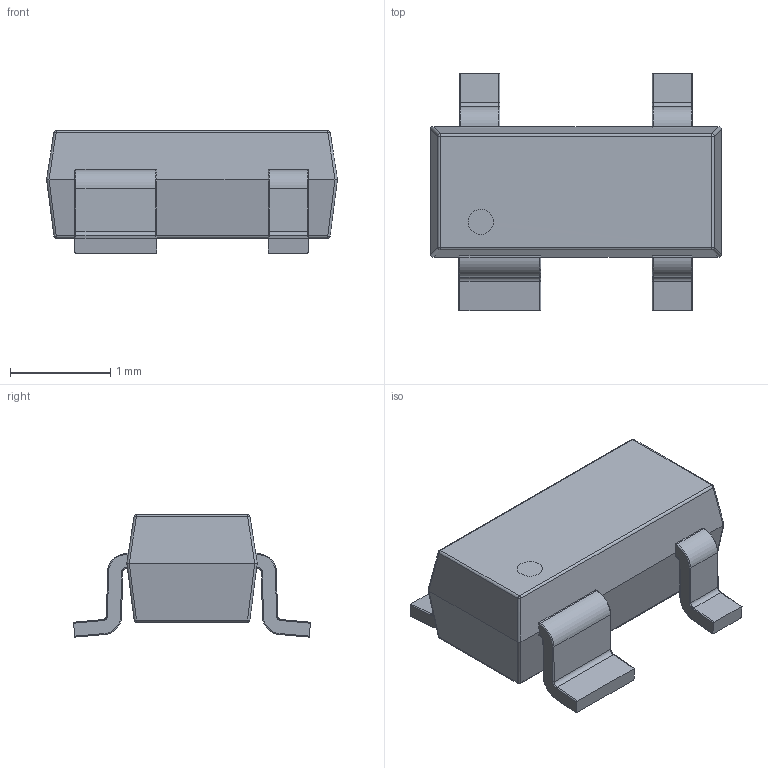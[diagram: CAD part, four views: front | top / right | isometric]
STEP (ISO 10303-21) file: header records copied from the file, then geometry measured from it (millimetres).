
FILE_DESCRIPTION(('FreeCAD Model'),'2;1');
FILE_NAME('SOT143_Clint.step', '2017-03-03T21:32:03',('Author'),(''), 'Open CASCADE STEP processor 6.8','FreeCAD','Unknown');
FILE_SCHEMA(('AUTOMOTIVE_DESIGN_CC2 { 1 2 10303 214 -1 1 5 4 }'));
Length unit declared in the file: millimetre
Products named in the file (2): ASSEMBLY; SOT143_Clint
Assembly tree (1 placements, depth 2):
  ASSEMBLY
    SOT143_Clint
Bounding box: 2.9 x 2.36 x 1.22 mm (x, y, z)
Volume: 4 mm3; surface area: 20.5 mm2
Topology: 1 solids, 1 shells, 170 faces, 404 edges, 237 vertices
Faces by surface type: cylinder 83, plane 47, torus 32, sphere 8
Entity records: 22058 total; most frequent: CARTESIAN_POINT 13516, DIRECTION 1177, ORIENTED_EDGE 808, PCURVE 808, DEFINITIONAL_REPRESENTATION 808, B_SPLINE_CURVE_WITH_KNOTS 490, LINE 467, VECTOR 467
